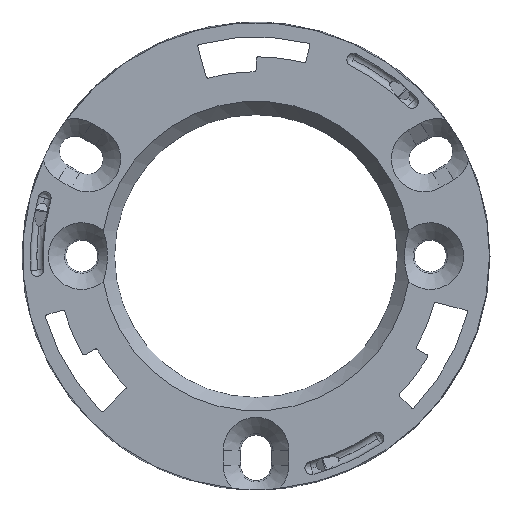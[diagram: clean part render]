
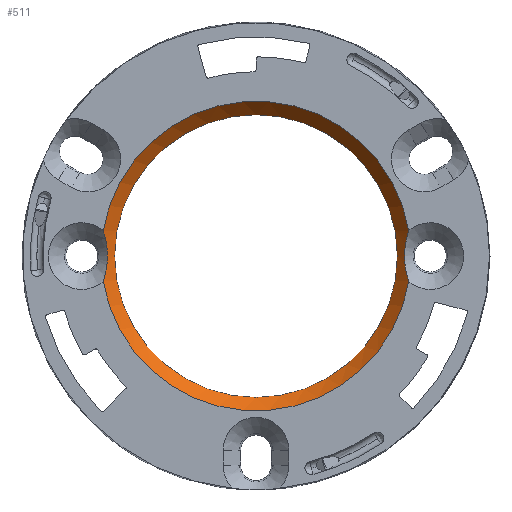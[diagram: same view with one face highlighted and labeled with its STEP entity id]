
A CAD part, top view. The second image highlights one B-rep face of the part: STEP entity #511.
In plain terms, the highlighted conical face has half-angle 40 degrees and reference radius 14.2 mm.
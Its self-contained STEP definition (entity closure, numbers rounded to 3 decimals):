
#511=ADVANCED_FACE('',(#1276,#1277),#1278,.F.);
#1276=FACE_OUTER_BOUND('',#3060,.T.);
#1277=FACE_BOUND('',#3061,.T.);
#1278=CONICAL_SURFACE('',#3062,14.2,0.698);
#3060=EDGE_LOOP('',(#5075,#5076,#5077,#5078));
#3061=EDGE_LOOP('',(#5079,#5080));
#3062=AXIS2_PLACEMENT_3D('',#5081,#5082,#5083);
#5075=ORIENTED_EDGE('',*,*,#7842,.F.);
#5076=ORIENTED_EDGE('',*,*,#7942,.T.);
#5077=ORIENTED_EDGE('',*,*,#7840,.F.);
#5078=ORIENTED_EDGE('',*,*,#7889,.T.);
#5079=ORIENTED_EDGE('',*,*,#7947,.F.);
#5080=ORIENTED_EDGE('',*,*,#7948,.F.);
#5081=CARTESIAN_POINT('',(0.,0.,0.4));
#5082=DIRECTION('',(-0.0,-0.0,1.0));
#5083=DIRECTION('',(1.0,0.0,0.0));
#7840=EDGE_CURVE('',#9399,#9400,#9401,.F.);
#7842=EDGE_CURVE('',#9402,#9404,#9405,.F.);
#7889=EDGE_CURVE('',#9399,#9404,#9472,.T.);
#7942=EDGE_CURVE('',#9402,#9400,#9560,.T.);
#7947=EDGE_CURVE('',#9566,#9567,#9568,.T.);
#7948=EDGE_CURVE('',#9567,#9566,#9569,.T.);
#9399=VERTEX_POINT('',#12106);
#9400=VERTEX_POINT('',#12107);
#9401=CIRCLE('',#12108,15.543);
#9402=VERTEX_POINT('',#12109);
#9404=VERTEX_POINT('',#12111);
#9405=CIRCLE('',#12112,15.543);
#9472=B_SPLINE_CURVE_WITH_KNOTS('',3,(#12300,#12301,#12302,#12303,#12304,#12305,#12306,#12307,#12308,#12309,#12310,#12311,#12312,#12313,#12314,#12315),.UNSPECIFIED.,.F.,.F.,(4,2,2,2,2,2,2,4),(0.0,0.001,0.002,0.003,0.003,0.004,0.005,0.005),.UNSPECIFIED.);
#9560=B_SPLINE_CURVE_WITH_KNOTS('',3,(#12581,#12582,#12583,#12584,#12585,#12586,#12587,#12588,#12589,#12590,#12591,#12592,#12593,#12594,#12595,#12596),.UNSPECIFIED.,.F.,.F.,(4,2,2,2,2,2,2,4),(0.0,0.001,0.002,0.003,0.003,0.004,0.005,0.005),.UNSPECIFIED.);
#9566=VERTEX_POINT('',#12604);
#9567=VERTEX_POINT('',#12605);
#9568=CIRCLE('',#12606,14.2);
#9569=CIRCLE('',#12607,14.2);
#12106=CARTESIAN_POINT('',(-15.331,2.553,2.0));
#12107=CARTESIAN_POINT('',(15.331,2.553,2.0));
#12108=AXIS2_PLACEMENT_3D('',#14284,#14285,#14286);
#12109=CARTESIAN_POINT('',(15.331,-2.553,2.0));
#12111=CARTESIAN_POINT('',(-15.331,-2.553,2.0));
#12112=AXIS2_PLACEMENT_3D('',#14290,#14291,#14292);
#12300=CARTESIAN_POINT('',(-15.331,2.553,2.0));
#12301=CARTESIAN_POINT('',(-15.212,2.169,1.784));
#12302=CARTESIAN_POINT('',(-15.108,1.77,1.598));
#12303=CARTESIAN_POINT('',(-14.993,1.135,1.394));
#12304=CARTESIAN_POINT('',(-14.962,0.916,1.339));
#12305=CARTESIAN_POINT('',(-14.919,0.464,1.263));
#12306=CARTESIAN_POINT('',(-14.908,0.238,1.243));
#12307=CARTESIAN_POINT('',(-14.907,-0.216,1.242));
#12308=CARTESIAN_POINT('',(-14.918,-0.446,1.261));
#12309=CARTESIAN_POINT('',(-14.959,-0.896,1.335));
#12310=CARTESIAN_POINT('',(-14.99,-1.116,1.389));
#12311=CARTESIAN_POINT('',(-15.066,-1.544,1.525));
#12312=CARTESIAN_POINT('',(-15.112,-1.755,1.607));
#12313=CARTESIAN_POINT('',(-15.215,-2.162,1.79));
#12314=CARTESIAN_POINT('',(-15.271,-2.36,1.892));
#12315=CARTESIAN_POINT('',(-15.331,-2.553,2.0));
#12581=CARTESIAN_POINT('',(15.331,-2.553,2.0));
#12582=CARTESIAN_POINT('',(15.212,-2.169,1.784));
#12583=CARTESIAN_POINT('',(15.108,-1.77,1.598));
#12584=CARTESIAN_POINT('',(14.993,-1.135,1.394));
#12585=CARTESIAN_POINT('',(14.962,-0.916,1.339));
#12586=CARTESIAN_POINT('',(14.919,-0.464,1.263));
#12587=CARTESIAN_POINT('',(14.908,-0.238,1.243));
#12588=CARTESIAN_POINT('',(14.907,0.216,1.242));
#12589=CARTESIAN_POINT('',(14.918,0.446,1.261));
#12590=CARTESIAN_POINT('',(14.959,0.896,1.335));
#12591=CARTESIAN_POINT('',(14.99,1.116,1.389));
#12592=CARTESIAN_POINT('',(15.066,1.544,1.525));
#12593=CARTESIAN_POINT('',(15.112,1.755,1.607));
#12594=CARTESIAN_POINT('',(15.215,2.162,1.79));
#12595=CARTESIAN_POINT('',(15.271,2.36,1.892));
#12596=CARTESIAN_POINT('',(15.331,2.553,2.0));
#12604=CARTESIAN_POINT('',(14.2,0.,0.4));
#12605=CARTESIAN_POINT('',(-14.2,0.,0.4));
#12606=AXIS2_PLACEMENT_3D('',#14411,#14412,#14413);
#12607=AXIS2_PLACEMENT_3D('',#14414,#14415,#14416);
#14284=CARTESIAN_POINT('',(0.,0.,2.0));
#14285=DIRECTION('',(0.0,0.0,1.0));
#14286=DIRECTION('',(1.0,0.0,0.0));
#14290=CARTESIAN_POINT('',(0.,0.,2.0));
#14291=DIRECTION('',(0.0,0.0,1.0));
#14292=DIRECTION('',(1.0,0.0,0.0));
#14411=CARTESIAN_POINT('',(0.,0.,0.4));
#14412=DIRECTION('',(0.0,0.0,1.0));
#14413=DIRECTION('',(1.0,0.0,0.0));
#14414=CARTESIAN_POINT('',(0.,0.,0.4));
#14415=DIRECTION('',(0.0,0.0,1.0));
#14416=DIRECTION('',(1.0,0.0,0.0));
